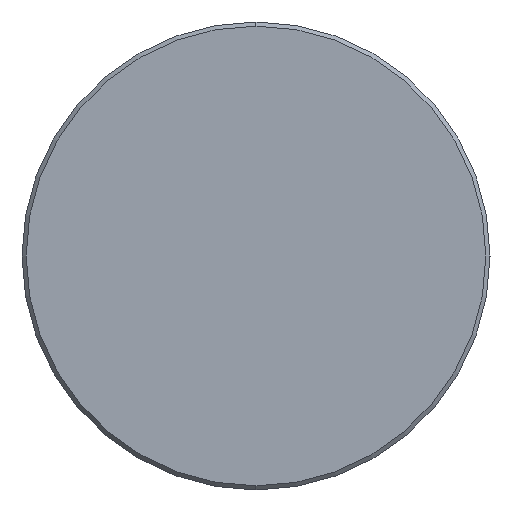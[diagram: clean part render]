
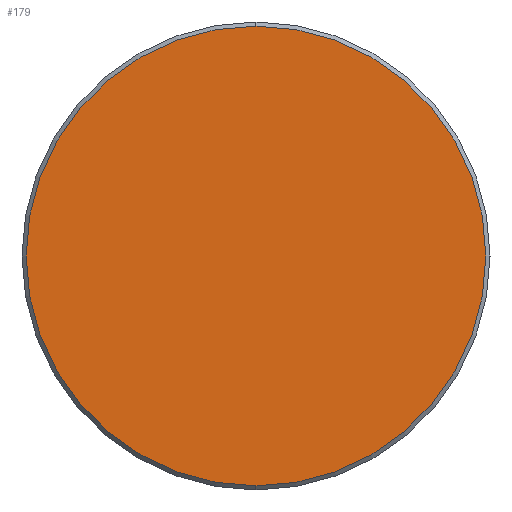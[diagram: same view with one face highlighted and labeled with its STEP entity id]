
A CAD part, left-side view. The second image highlights one B-rep face of the part: STEP entity #179.
In plain terms, the highlighted planar face has unit normal (-1, 0, 0).
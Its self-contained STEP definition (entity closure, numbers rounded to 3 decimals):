
#36 = PLANE ( 'NONE',  #320 ) ;
#53 = DIRECTION ( 'NONE',  ( 0., 0., 1. ) ) ;
#62 = AXIS2_PLACEMENT_3D ( 'NONE', #485, #390, #517 ) ;
#101 = CARTESIAN_POINT ( 'NONE',  ( 0., 0., -16.7 ) ) ;
#132 = CARTESIAN_POINT ( 'NONE',  ( 0., 0., 16.7 ) ) ;
#145 = CIRCLE ( 'NONE', #345, 16.7 ) ;
#179 = ADVANCED_FACE ( 'NONE', ( #192 ), #36, .F. ) ;
#192 = FACE_OUTER_BOUND ( 'NONE', #383, .T. ) ;
#244 = DIRECTION ( 'NONE',  ( 1., 0., 0. ) ) ;
#259 = ORIENTED_EDGE ( 'NONE', *, *, #272, .T. ) ;
#272 = EDGE_CURVE ( 'NONE', #426, #328, #145, .T. ) ;
#293 = CARTESIAN_POINT ( 'NONE',  ( 0., 0., 0. ) ) ;
#320 = AXIS2_PLACEMENT_3D ( 'NONE', #456, #244, #493 ) ;
#328 = VERTEX_POINT ( 'NONE', #132 ) ;
#334 = DIRECTION ( 'NONE',  ( -1., 0., 0. ) ) ;
#345 = AXIS2_PLACEMENT_3D ( 'NONE', #293, #334, #53 ) ;
#383 = EDGE_LOOP ( 'NONE', ( #259, #439 ) ) ;
#390 = DIRECTION ( 'NONE',  ( -1., 0., 0. ) ) ;
#426 = VERTEX_POINT ( 'NONE', #101 ) ;
#439 = ORIENTED_EDGE ( 'NONE', *, *, #535, .T. ) ;
#456 = CARTESIAN_POINT ( 'NONE',  ( 0., 0., 0. ) ) ;
#461 = CIRCLE ( 'NONE', #62, 16.7 ) ;
#485 = CARTESIAN_POINT ( 'NONE',  ( 0., 0., 0. ) ) ;
#493 = DIRECTION ( 'NONE',  ( 0., 0., -1. ) ) ;
#517 = DIRECTION ( 'NONE',  ( 0., 0., 1. ) ) ;
#535 = EDGE_CURVE ( 'NONE', #328, #426, #461, .T. ) ;
